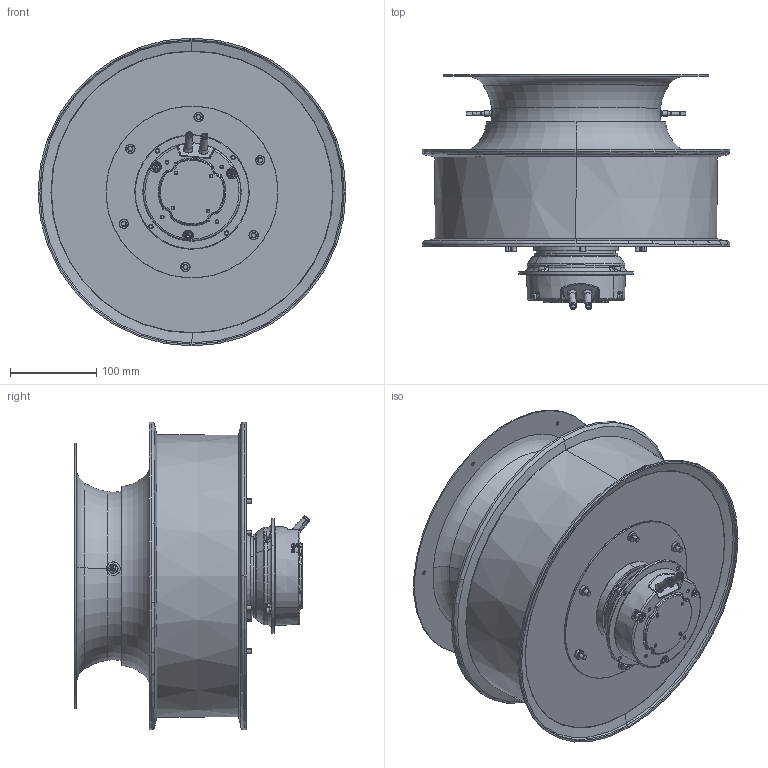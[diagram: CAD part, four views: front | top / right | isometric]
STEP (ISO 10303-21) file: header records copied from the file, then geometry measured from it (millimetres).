
FILE_DESCRIPTION((''),'2;1');
FILE_NAME('SR315-0_3-SET_AL_ASM_A_01_ASM','2023-08-29T16:51:16',('mkulawiak'),(''),'CREO PARAMETRIC BY PTC INC, 2022484','CREO PARAMETRIC BY PTC INC, 2022484','');
FILE_SCHEMA(('CONFIG_CONTROL_DESIGN'));
Length unit declared in the file: millimetre
Products named in the file (15): 1167311_1; 1167312_1; 1167310_ASM_1_ASM; 1165534_1_1; 1165534_1_2; 1165534_1_ASM; 1188746_1_1_2_3; FAN_MOTOR_315_03_FLANGE_ASM_1_ASM; 1166271_1; 1195166_1_1_2_3; 1173619_1_1_2_3; 1173620_1_1_2_3; 1111787_1_1_2_3; 1187396_ASM_1_ASM; SR315-0_3-SET_AL_ASM_A_01_ASM
Assembly tree (27 placements, depth 5):
  SR315-0_3-SET_AL_ASM_A_01_ASM
    1187396_ASM_1_ASM
      1167310_ASM_1_ASM
        1167311_1
        1167312_1
      FAN_MOTOR_315_03_FLANGE_ASM_1_ASM
        1165534_1_ASM
          1165534_1_1
          1165534_1_2
        1188746_1_1_2_3  x6
      1166271_1
      1195166_1_1_2_3  x6
      1173619_1_1_2_3  x2
      1173620_1_1_2_3  x2
      1111787_1_1_2_3  x2
Bounding box: 358 x 272.51 x 358 mm (x, y, z)
Volume: 9853352.9 mm3; surface area: 789951.7 mm2
Topology: 23 solids, 56 shells, 1392 faces, 4228 edges, 2911 vertices
Faces by surface type: plane 469, cylinder 465, cone 185, torus 179, bspline 79, sphere 8, extrusion 7
Entity records: 40530 total; most frequent: CARTESIAN_POINT 17800, DIRECTION 4649, ORIENTED_EDGE 4521, EDGE_CURVE 2570, AXIS2_PLACEMENT_3D 1987, VERTEX_POINT 1813, CIRCLE 1174, EDGE_LOOP 985
